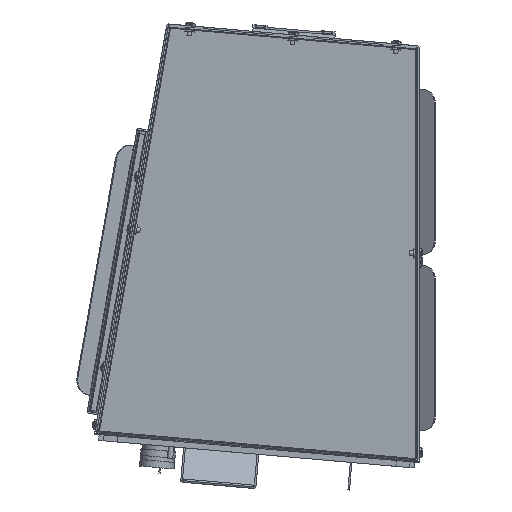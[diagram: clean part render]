
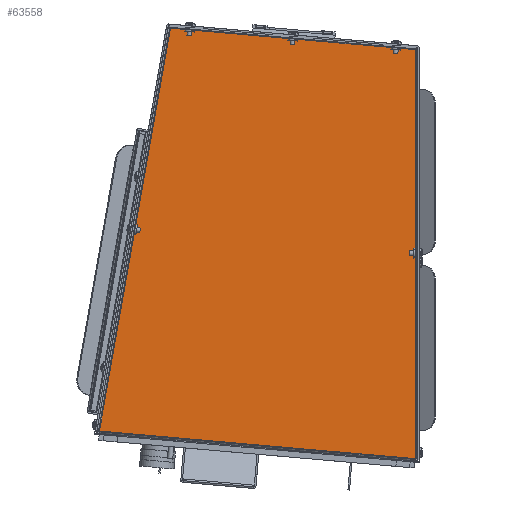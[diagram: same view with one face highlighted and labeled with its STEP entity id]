
A CAD part, front view. The second image highlights one B-rep face of the part: STEP entity #63558.
In plain terms, the highlighted planar face has unit normal (0, -1, 0).
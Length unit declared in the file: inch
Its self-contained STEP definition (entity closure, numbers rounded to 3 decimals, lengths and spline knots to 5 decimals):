
#1859 = VECTOR ( 'NONE', #49088, 39.37008 ) ;
#2585 = VECTOR ( 'NONE', #65099, 39.37008 ) ;
#4741 = LINE ( 'NONE', #112117, #1859 ) ;
#12150 = EDGE_CURVE ( 'NONE', #68676, #31265, #40068, .T. ) ;
#13497 = LINE ( 'NONE', #100164, #2585 ) ;
#20106 = DIRECTION ( 'NONE',  ( 0., 0., -1. ) ) ;
#22733 = EDGE_LOOP ( 'NONE', ( #98457, #113950, #85806, #48889 ) ) ;
#25674 = CARTESIAN_POINT ( 'NONE',  ( -0.06676, 0.592, -0.14172 ) ) ;
#29445 = DIRECTION ( 'NONE',  ( 0., -1., 0. ) ) ;
#31265 = VERTEX_POINT ( 'NONE', #37725 ) ;
#37725 = CARTESIAN_POINT ( 'NONE',  ( -0.06676, 0.592, -0.14172 ) ) ;
#40068 = LINE ( 'NONE', #50815, #137039 ) ;
#48889 = ORIENTED_EDGE ( 'NONE', *, *, #111981, .T. ) ;
#49088 = DIRECTION ( 'NONE',  ( 0.996, 0., -0.087 ) ) ;
#50815 = CARTESIAN_POINT ( 'NONE',  ( -0.06676, 0.592, -14.00444 ) ) ;
#52191 = DIRECTION ( 'NONE',  ( 0., 0., 1. ) ) ;
#61914 = CARTESIAN_POINT ( 'NONE',  ( -0.06676, 0.592, -14.96111 ) ) ;
#63558 = ADVANCED_FACE ( 'NONE', ( #96712 ), #117488, .T. ) ;
#65099 = DIRECTION ( 'NONE',  ( -0.174, 0., -0.985 ) ) ;
#68676 = VERTEX_POINT ( 'NONE', #61914 ) ;
#70922 = CARTESIAN_POINT ( 'NONE',  ( -8.9337, 0.592, 0.63404 ) ) ;
#72702 = AXIS2_PLACEMENT_3D ( 'NONE', #127499, #29445, #20106 ) ;
#79349 = LINE ( 'NONE', #25674, #128099 ) ;
#85227 = CARTESIAN_POINT ( 'NONE',  ( -11.50706, 0.592, -13.96022 ) ) ;
#85806 = ORIENTED_EDGE ( 'NONE', *, *, #12150, .T. ) ;
#96712 = FACE_OUTER_BOUND ( 'NONE', #22733, .T. ) ;
#97284 = EDGE_CURVE ( 'NONE', #139209, #68676, #4741, .T. ) ;
#98457 = ORIENTED_EDGE ( 'NONE', *, *, #101309, .T. ) ;
#99745 = VERTEX_POINT ( 'NONE', #70922 ) ;
#100164 = CARTESIAN_POINT ( 'NONE',  ( -8.9337, 0.592, 0.63404 ) ) ;
#101309 = EDGE_CURVE ( 'NONE', #99745, #139209, #13497, .T. ) ;
#111981 = EDGE_CURVE ( 'NONE', #31265, #99745, #79349, .T. ) ;
#112117 = CARTESIAN_POINT ( 'NONE',  ( -11.50706, 0.592, -13.96022 ) ) ;
#113950 = ORIENTED_EDGE ( 'NONE', *, *, #97284, .T. ) ;
#117488 = PLANE ( 'NONE',  #72702 ) ;
#127499 = CARTESIAN_POINT ( 'NONE',  ( -11.51093, 0.592, -14.00444 ) ) ;
#128099 = VECTOR ( 'NONE', #135866, 39.37008 ) ;
#135866 = DIRECTION ( 'NONE',  ( -0.996, 0., 0.087 ) ) ;
#137039 = VECTOR ( 'NONE', #52191, 39.37008 ) ;
#139209 = VERTEX_POINT ( 'NONE', #85227 ) ;
